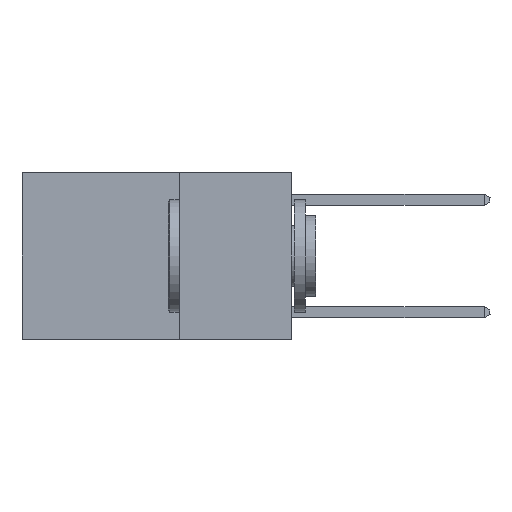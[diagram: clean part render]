
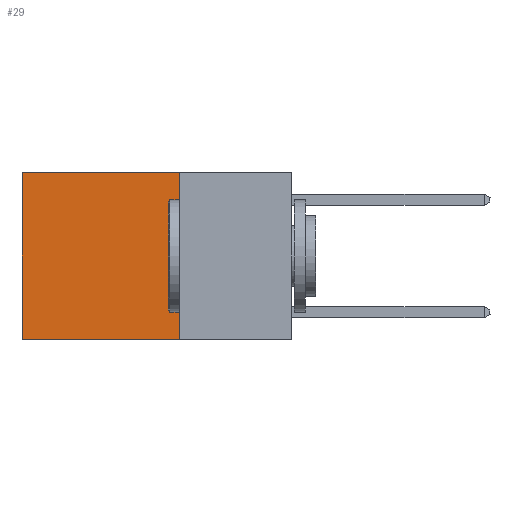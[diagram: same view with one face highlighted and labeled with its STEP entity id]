
A CAD part, left-side view. The second image highlights one B-rep face of the part: STEP entity #29.
In plain terms, the highlighted planar face has unit normal (-1, 0, 0).
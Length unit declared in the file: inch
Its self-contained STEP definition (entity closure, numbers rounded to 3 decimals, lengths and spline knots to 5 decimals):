
#29 = ADVANCED_FACE ( 'NONE', ( #16909 ), #10747, .F. ) ;
#1022 = CARTESIAN_POINT ( 'NONE',  ( 0.2625, 0.25, -0.37 ) ) ;
#1601 = EDGE_LOOP ( 'NONE', ( #10405, #10987, #2010, #13372 ) ) ;
#2010 = ORIENTED_EDGE ( 'NONE', *, *, #17206, .F. ) ;
#2472 = CARTESIAN_POINT ( 'NONE',  ( 0.2625, 0.6, 0. ) ) ;
#2897 = CARTESIAN_POINT ( 'NONE',  ( 0.2625, 0.25, 0. ) ) ;
#3941 = VERTEX_POINT ( 'NONE', #1022 ) ;
#4018 = EDGE_CURVE ( 'NONE', #17769, #15057, #4261, .T. ) ;
#4125 = CARTESIAN_POINT ( 'NONE',  ( 0.2625, 0.25, 0. ) ) ;
#4261 = LINE ( 'NONE', #2897, #20337 ) ;
#7532 = DIRECTION ( 'NONE',  ( 0., 1., 0. ) ) ;
#7737 = CARTESIAN_POINT ( 'NONE',  ( 0.2625, 0.25, -0.37 ) ) ;
#8919 = DIRECTION ( 'NONE',  ( 0., 1., 0. ) ) ;
#8963 = DIRECTION ( 'NONE',  ( 0., 0., -1. ) ) ;
#9173 = EDGE_CURVE ( 'NONE', #3941, #17418, #18643, .T. ) ;
#9420 = CARTESIAN_POINT ( 'NONE',  ( 0.2625, 0.6, -0.37 ) ) ;
#10280 = LINE ( 'NONE', #13336, #16361 ) ;
#10405 = ORIENTED_EDGE ( 'NONE', *, *, #20716, .T. ) ;
#10747 = PLANE ( 'NONE',  #16452 ) ;
#10952 = VECTOR ( 'NONE', #7532, 39.37008 ) ;
#10987 = ORIENTED_EDGE ( 'NONE', *, *, #9173, .F. ) ;
#13336 = CARTESIAN_POINT ( 'NONE',  ( 0.2625, 0.25, 0. ) ) ;
#13372 = ORIENTED_EDGE ( 'NONE', *, *, #4018, .T. ) ;
#14988 = DIRECTION ( 'NONE',  ( 0., 0., -1. ) ) ;
#15057 = VERTEX_POINT ( 'NONE', #2472 ) ;
#15544 = CARTESIAN_POINT ( 'NONE',  ( 0.2625, 0.25, 0. ) ) ;
#16296 = DIRECTION ( 'NONE',  ( 0., 0., -1. ) ) ;
#16361 = VECTOR ( 'NONE', #14988, 39.37008 ) ;
#16393 = LINE ( 'NONE', #18174, #20528 ) ;
#16452 = AXIS2_PLACEMENT_3D ( 'NONE', #15544, #16803, #8963 ) ;
#16803 = DIRECTION ( 'NONE',  ( 1., 0., 0. ) ) ;
#16909 = FACE_OUTER_BOUND ( 'NONE', #1601, .T. ) ;
#17206 = EDGE_CURVE ( 'NONE', #17769, #3941, #10280, .T. ) ;
#17418 = VERTEX_POINT ( 'NONE', #9420 ) ;
#17769 = VERTEX_POINT ( 'NONE', #4125 ) ;
#18174 = CARTESIAN_POINT ( 'NONE',  ( 0.2625, 0.6, 0. ) ) ;
#18643 = LINE ( 'NONE', #7737, #10952 ) ;
#20337 = VECTOR ( 'NONE', #8919, 39.37008 ) ;
#20528 = VECTOR ( 'NONE', #16296, 39.37008 ) ;
#20716 = EDGE_CURVE ( 'NONE', #15057, #17418, #16393, .T. ) ;
